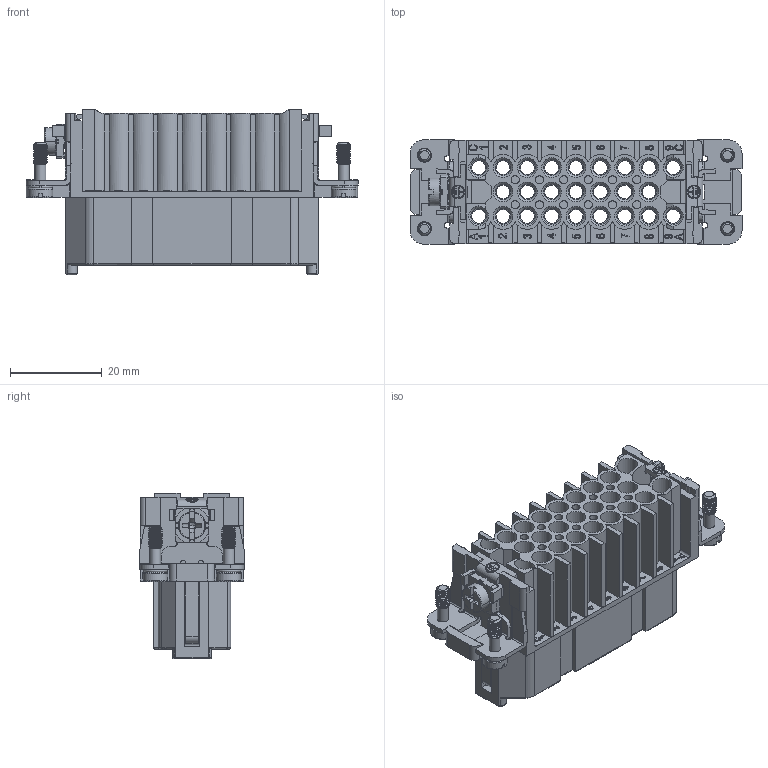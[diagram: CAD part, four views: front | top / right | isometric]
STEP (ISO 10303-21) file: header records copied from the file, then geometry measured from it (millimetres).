
FILE_DESCRIPTION(/* description */ (''),/* implementation_level */ '2;1');
FILE_NAME(/* name */ 'HD-025-FC.stp',/* time_stamp */ '2023-02-23T13:17:45+08:00',/* author */ (''),/* organization */ (''),/* preprocessor_version */ 'ST-DEVELOPER v16',/* originating_system */ 'SIEMENS PLM Software NX 10.0',/* authorisation */ '');
FILE_SCHEMA (('AUTOMOTIVE_DESIGN { 1 0 10303 214 3 1 1 1 }'));
Products named in the file (1): Admi3EDCA52Aiasg
Bounding box: 72.3 x 22.7 x 36 mm (x, y, z)
Volume: 19621.5 mm3; surface area: 25520.2 mm2
Topology: 1 solids, 1 shells, 1574 faces, 4304 edges, 2811 vertices
Faces by surface type: plane 879, cylinder 409, extrusion 104, cone 80, torus 65, bspline 29, sphere 8
Full cylindrical faces by diameter (mm): 1.8 x12, 2.4 x8, 2.6 x2, 2.8 x1, 3 x27, 3.2 x25, 3.4 x25, 4.3 x25, 5 x11, 5.4 x4
Entity records: 66226 total; most frequent: CARTESIAN_POINT 28082, ORIENTED_EDGE 7842, DIRECTION 7473, EDGE_CURVE 3921, VERTEX_POINT 2677, VECTOR 2645, LINE 2541, AXIS2_PLACEMENT_3D 2414
